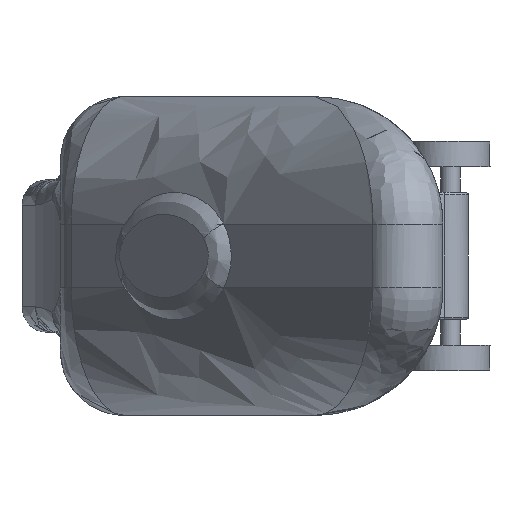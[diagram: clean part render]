
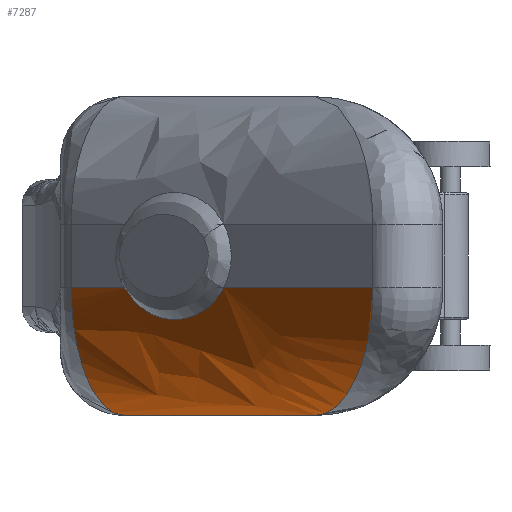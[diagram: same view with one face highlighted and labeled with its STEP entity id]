
A CAD part, left-side view. The second image highlights one B-rep face of the part: STEP entity #7287.
In plain terms, the highlighted free-form (B-spline) face has degree [2, 1] with [3, 2] control points.
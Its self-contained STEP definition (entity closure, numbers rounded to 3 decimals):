
#5342 = VERTEX_POINT('',#5343);
#5343 = CARTESIAN_POINT('',(5.137,18.941,
    13.336));
#5420 = VERTEX_POINT('',#5421);
#5421 = CARTESIAN_POINT('',(20.5,29.208,
    13.336));
#5741 = EDGE_CURVE('',#5342,#5420,#5742,.T.);
#5742 = B_SPLINE_CURVE_WITH_KNOTS('',1,(#5743,#5744),.UNSPECIFIED.,.F.,
  .F.,(2,2),(-35.907,-22.05),.PIECEWISE_BEZIER_KNOTS.);
#5743 = CARTESIAN_POINT('',(5.137,18.941,
    13.336));
#5744 = CARTESIAN_POINT('',(20.5,29.208,
    13.336));
#5756 = EDGE_CURVE('',#5757,#5342,#5759,.T.);
#5757 = VERTEX_POINT('',#5758);
#5758 = CARTESIAN_POINT('',(-18.226,3.326,
    13.336));
#5759 = B_SPLINE_CURVE_WITH_KNOTS('',1,(#5760,#5761),.UNSPECIFIED.,.F.,
  .F.,(2,2),(-56.979,-35.907),.PIECEWISE_BEZIER_KNOTS.);
#5760 = CARTESIAN_POINT('',(-18.226,3.326,
    13.336));
#5761 = CARTESIAN_POINT('',(5.137,18.941,
    13.336));
#5792 = VERTEX_POINT('',#5793);
#5793 = CARTESIAN_POINT('',(28.99,34.882,
    13.336));
#5798 = EDGE_CURVE('',#5420,#5792,#5799,.T.);
#5799 = B_SPLINE_CURVE_WITH_KNOTS('',1,(#5800,#5801),.UNSPECIFIED.,.F.,
  .F.,(2,2),(-22.05,-14.393),.PIECEWISE_BEZIER_KNOTS.);
#5800 = CARTESIAN_POINT('',(20.5,29.208,
    13.336));
#5801 = CARTESIAN_POINT('',(28.99,34.882,
    13.336));
#6785 = VERTEX_POINT('',#6786);
#6786 = CARTESIAN_POINT('',(14.764,9.335,0.));
#7198 = EDGE_CURVE('',#7199,#5792,#7201,.T.);
#7199 = VERTEX_POINT('',#7200);
#7200 = CARTESIAN_POINT('',(44.695,29.338,0.));
#7201 = ( BOUNDED_CURVE() B_SPLINE_CURVE(2,(#7202,#7203,#7204),
.UNSPECIFIED.,.F.,.F.) B_SPLINE_CURVE_WITH_KNOTS((3,3),(4.712,
6.283),.PIECEWISE_BEZIER_KNOTS.) CURVE() 
GEOMETRIC_REPRESENTATION_ITEM() RATIONAL_B_SPLINE_CURVE((1.,
0.707,1.)) REPRESENTATION_ITEM('') );
#7202 = CARTESIAN_POINT('',(44.695,29.338,0.));
#7203 = CARTESIAN_POINT('',(28.99,34.882,
    0.));
#7204 = CARTESIAN_POINT('',(28.99,34.882,
    13.336));
#7287 = ADVANCED_FACE('',(#7288),#7305,.T.);
#7288 = FACE_BOUND('',#7289,.T.);
#7289 = EDGE_LOOP('',(#7290,#7291,#7296,#7302,#7303,#7304));
#7290 = ORIENTED_EDGE('',*,*,#7198,.F.);
#7291 = ORIENTED_EDGE('',*,*,#7292,.T.);
#7292 = EDGE_CURVE('',#7199,#6785,#7293,.T.);
#7293 = B_SPLINE_CURVE_WITH_KNOTS('',1,(#7294,#7295),.UNSPECIFIED.,.F.,
  .F.,(2,2),(6.912,33.907),.PIECEWISE_BEZIER_KNOTS.);
#7294 = CARTESIAN_POINT('',(44.695,29.338,0.));
#7295 = CARTESIAN_POINT('',(14.764,9.335,0.));
#7296 = ORIENTED_EDGE('',*,*,#7297,.F.);
#7297 = EDGE_CURVE('',#5757,#6785,#7298,.T.);
#7298 = ( BOUNDED_CURVE() B_SPLINE_CURVE(2,(#7299,#7300,#7301),
.UNSPECIFIED.,.F.,.F.) B_SPLINE_CURVE_WITH_KNOTS((3,3),(0.,
1.571),.PIECEWISE_BEZIER_KNOTS.) CURVE() 
GEOMETRIC_REPRESENTATION_ITEM() RATIONAL_B_SPLINE_CURVE((1.,
0.707,1.)) REPRESENTATION_ITEM('') );
#7299 = CARTESIAN_POINT('',(-18.226,3.326,
    13.336));
#7300 = CARTESIAN_POINT('',(-18.226,3.326,
    0.));
#7301 = CARTESIAN_POINT('',(14.764,9.335,0.));
#7302 = ORIENTED_EDGE('',*,*,#5756,.T.);
#7303 = ORIENTED_EDGE('',*,*,#5741,.T.);
#7304 = ORIENTED_EDGE('',*,*,#5798,.T.);
#7305 = ( BOUNDED_SURFACE() B_SPLINE_SURFACE(2,1,(
    (#7306,#7307)
    ,(#7308,#7309)
    ,(#7310,#7311
)),.UNSPECIFIED.,.F.,.F.,.F.) B_SPLINE_SURFACE_WITH_KNOTS((3,3),(2,2),(
    -0.785,0.785),(6.912,56.979),
.PIECEWISE_BEZIER_KNOTS.) GEOMETRIC_REPRESENTATION_ITEM() 
RATIONAL_B_SPLINE_SURFACE((
    (1.,1.)
    ,(0.707,0.707)
,(1.,1.))) REPRESENTATION_ITEM('') SURFACE() );
#7306 = CARTESIAN_POINT('',(37.285,40.426,
    13.336));
#7307 = CARTESIAN_POINT('',(-18.226,3.326,
    13.336));
#7308 = CARTESIAN_POINT('',(37.285,40.426,
    0.));
#7309 = CARTESIAN_POINT('',(-18.226,3.326,
    0.));
#7310 = CARTESIAN_POINT('',(44.695,29.338,0.));
#7311 = CARTESIAN_POINT('',(-10.816,-7.761,0.));
